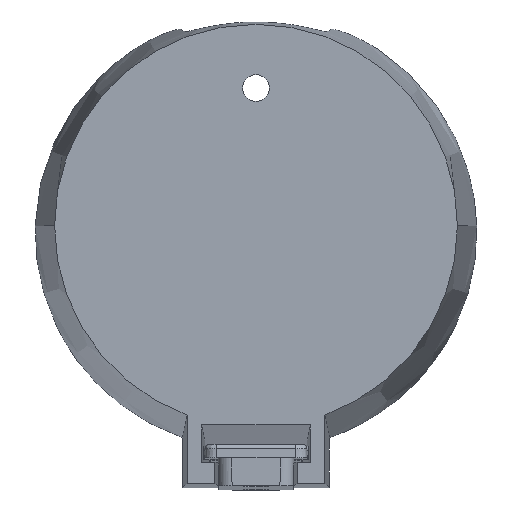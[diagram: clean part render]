
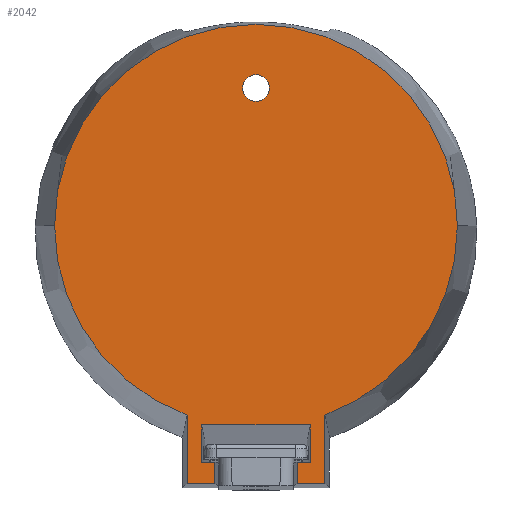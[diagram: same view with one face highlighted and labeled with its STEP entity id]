
A CAD part, front view. The second image highlights one B-rep face of the part: STEP entity #2042.
In plain terms, the highlighted planar face has unit normal (0, -1, 0).
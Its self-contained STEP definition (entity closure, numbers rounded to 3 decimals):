
#78 = ORIENTED_EDGE ( 'NONE', *, *, #922, .T. ) ;
#115 = CARTESIAN_POINT ( 'NONE',  ( 0., 0., 0. ) ) ;
#320 = LINE ( 'NONE', #8378, #9750 ) ;
#355 = EDGE_CURVE ( 'NONE', #6739, #4270, #10861, .T. ) ;
#474 = CIRCLE ( 'NONE', #7232, 3.006 ) ;
#492 = DIRECTION ( 'NONE',  ( -1., 0., 0. ) ) ;
#540 = DIRECTION ( 'NONE',  ( -1., 0., 0. ) ) ;
#588 = VERTEX_POINT ( 'NONE', #6084 ) ;
#772 = DIRECTION ( 'NONE',  ( 0., 1., 0. ) ) ;
#922 = EDGE_CURVE ( 'NONE', #3658, #6739, #5240, .T. ) ;
#997 = CIRCLE ( 'NONE', #9902, 45.348 ) ;
#1030 = LINE ( 'NONE', #7187, #3886 ) ;
#1050 = ORIENTED_EDGE ( 'NONE', *, *, #2391, .T. ) ;
#1223 = CARTESIAN_POINT ( 'NONE',  ( 0., 0., 31. ) ) ;
#1238 = VECTOR ( 'NONE', #540, 1000. ) ;
#1278 = LINE ( 'NONE', #3692, #6642 ) ;
#1725 = EDGE_CURVE ( 'NONE', #5064, #5248, #10461, .T. ) ;
#1828 = EDGE_CURVE ( 'NONE', #5386, #5064, #8619, .T. ) ;
#1985 = EDGE_CURVE ( 'NONE', #2806, #4454, #1030, .T. ) ;
#2042 = ADVANCED_FACE ( 'NONE', ( #10316, #7289 ), #6425, .T. ) ;
#2170 = DIRECTION ( 'NONE',  ( 0., 0., -1. ) ) ;
#2206 = CARTESIAN_POINT ( 'NONE',  ( 0., 0., 0. ) ) ;
#2300 = CARTESIAN_POINT ( 'NONE',  ( 12.25, 0., -44.848 ) ) ;
#2313 = CARTESIAN_POINT ( 'NONE',  ( -12.25, 0., -44.848 ) ) ;
#2391 = EDGE_CURVE ( 'NONE', #3255, #2806, #9388, .T. ) ;
#2500 = CARTESIAN_POINT ( 'NONE',  ( 45.348, 0., 0. ) ) ;
#2642 = EDGE_CURVE ( 'NONE', #10571, #9076, #9120, .T. ) ;
#2724 = CARTESIAN_POINT ( 'NONE',  ( -15.5, 0., -42.617 ) ) ;
#2768 = CARTESIAN_POINT ( 'NONE',  ( -15.5, 0., -58. ) ) ;
#2806 = VERTEX_POINT ( 'NONE', #2300 ) ;
#2830 = CARTESIAN_POINT ( 'NONE',  ( 9.25, 0., 0. ) ) ;
#2845 = EDGE_CURVE ( 'NONE', #4270, #3255, #1278, .T. ) ;
#2884 = ORIENTED_EDGE ( 'NONE', *, *, #8419, .F. ) ;
#2917 = ORIENTED_EDGE ( 'NONE', *, *, #1828, .F. ) ;
#2995 = CARTESIAN_POINT ( 'NONE',  ( 0., 0., -53.2 ) ) ;
#3050 = EDGE_CURVE ( 'NONE', #9076, #10571, #474, .T. ) ;
#3067 = EDGE_CURVE ( 'NONE', #5248, #7680, #5206, .T. ) ;
#3255 = VERTEX_POINT ( 'NONE', #2313 ) ;
#3310 = DIRECTION ( 'NONE',  ( -1., 0., 0. ) ) ;
#3375 = AXIS2_PLACEMENT_3D ( 'NONE', #2206, #8053, #5589 ) ;
#3433 = DIRECTION ( 'NONE',  ( -1., 0., 0. ) ) ;
#3507 = DIRECTION ( 'NONE',  ( -1., 0., 0. ) ) ;
#3658 = VERTEX_POINT ( 'NONE', #7089 ) ;
#3667 = DIRECTION ( 'NONE',  ( 0., 0., -1. ) ) ;
#3692 = CARTESIAN_POINT ( 'NONE',  ( -12.25, 0., 0. ) ) ;
#3693 = DIRECTION ( 'NONE',  ( 1., 0., 0. ) ) ;
#3794 = ORIENTED_EDGE ( 'NONE', *, *, #2642, .T. ) ;
#3872 = VECTOR ( 'NONE', #9566, 1000. ) ;
#3886 = VECTOR ( 'NONE', #2170, 1000. ) ;
#4270 = VERTEX_POINT ( 'NONE', #9572 ) ;
#4356 = EDGE_CURVE ( 'NONE', #3658, #7169, #5976, .T. ) ;
#4405 = EDGE_CURVE ( 'NONE', #7169, #5730, #8975, .T. ) ;
#4454 = VERTEX_POINT ( 'NONE', #8838 ) ;
#4494 = EDGE_CURVE ( 'NONE', #5730, #5386, #997, .T. ) ;
#4563 = ORIENTED_EDGE ( 'NONE', *, *, #3067, .F. ) ;
#4649 = CARTESIAN_POINT ( 'NONE',  ( -9.25, 0., 0. ) ) ;
#4659 = CARTESIAN_POINT ( 'NONE',  ( 15.5, 0., 0. ) ) ;
#4687 = DIRECTION ( 'NONE',  ( 0., 0., 1. ) ) ;
#4776 = DIRECTION ( 'NONE',  ( -1., 0., 0. ) ) ;
#4860 = CARTESIAN_POINT ( 'NONE',  ( -45.348, 0., 0. ) ) ;
#4869 = DIRECTION ( 'NONE',  ( 0., 0., -1. ) ) ;
#5064 = VERTEX_POINT ( 'NONE', #2500 ) ;
#5146 = ORIENTED_EDGE ( 'NONE', *, *, #4356, .F. ) ;
#5174 = DIRECTION ( 'NONE',  ( 0., 1., 0. ) ) ;
#5206 = LINE ( 'NONE', #4659, #3872 ) ;
#5240 = LINE ( 'NONE', #4649, #8363 ) ;
#5248 = VERTEX_POINT ( 'NONE', #6043 ) ;
#5370 = DIRECTION ( 'NONE',  ( 0., 1., 0. ) ) ;
#5386 = VERTEX_POINT ( 'NONE', #4860 ) ;
#5412 = CARTESIAN_POINT ( 'NONE',  ( 0., 0., 0. ) ) ;
#5419 = VECTOR ( 'NONE', #3667, 1000. ) ;
#5429 = LINE ( 'NONE', #2995, #1238 ) ;
#5543 = ORIENTED_EDGE ( 'NONE', *, *, #355, .T. ) ;
#5589 = DIRECTION ( 'NONE',  ( 0., 0., -1. ) ) ;
#5622 = AXIS2_PLACEMENT_3D ( 'NONE', #115, #5174, #3507 ) ;
#5730 = VERTEX_POINT ( 'NONE', #2724 ) ;
#5813 = CARTESIAN_POINT ( 'NONE',  ( -9.25, 0., -53.2 ) ) ;
#5832 = EDGE_LOOP ( 'NONE', ( #3794, #7611 ) ) ;
#5976 = LINE ( 'NONE', #10576, #6093 ) ;
#6014 = CARTESIAN_POINT ( 'NONE',  ( 15.5, 0., -58. ) ) ;
#6043 = CARTESIAN_POINT ( 'NONE',  ( 15.5, 0., -42.617 ) ) ;
#6084 = CARTESIAN_POINT ( 'NONE',  ( 9.25, 0., -53.2 ) ) ;
#6093 = VECTOR ( 'NONE', #6320, 1000. ) ;
#6238 = CARTESIAN_POINT ( 'NONE',  ( 0., 0., 27.994 ) ) ;
#6320 = DIRECTION ( 'NONE',  ( -1., 0., 0. ) ) ;
#6425 = PLANE ( 'NONE',  #3375 ) ;
#6532 = DIRECTION ( 'NONE',  ( 0., 1., 0. ) ) ;
#6569 = CARTESIAN_POINT ( 'NONE',  ( 0., 0., 0. ) ) ;
#6586 = LINE ( 'NONE', #2830, #5419 ) ;
#6642 = VECTOR ( 'NONE', #4687, 1000. ) ;
#6739 = VERTEX_POINT ( 'NONE', #5813 ) ;
#6793 = ORIENTED_EDGE ( 'NONE', *, *, #7845, .T. ) ;
#6983 = CARTESIAN_POINT ( 'NONE',  ( 0., 0., -44.848 ) ) ;
#7089 = CARTESIAN_POINT ( 'NONE',  ( -9.25, 0., -58. ) ) ;
#7116 = DIRECTION ( 'NONE',  ( 0., 1., 0. ) ) ;
#7161 = ORIENTED_EDGE ( 'NONE', *, *, #4494, .F. ) ;
#7169 = VERTEX_POINT ( 'NONE', #2768 ) ;
#7187 = CARTESIAN_POINT ( 'NONE',  ( 12.25, 0., 0. ) ) ;
#7208 = VERTEX_POINT ( 'NONE', #7729 ) ;
#7232 = AXIS2_PLACEMENT_3D ( 'NONE', #1223, #5370, #8761 ) ;
#7289 = FACE_OUTER_BOUND ( 'NONE', #8415, .T. ) ;
#7499 = AXIS2_PLACEMENT_3D ( 'NONE', #5412, #7116, #492 ) ;
#7611 = ORIENTED_EDGE ( 'NONE', *, *, #3050, .T. ) ;
#7680 = VERTEX_POINT ( 'NONE', #6014 ) ;
#7729 = CARTESIAN_POINT ( 'NONE',  ( 9.25, 0., -58. ) ) ;
#7845 = EDGE_CURVE ( 'NONE', #4454, #588, #5429, .T. ) ;
#7935 = DIRECTION ( 'NONE',  ( 0., 0., 1. ) ) ;
#8050 = DIRECTION ( 'NONE',  ( 0., 0., 1. ) ) ;
#8053 = DIRECTION ( 'NONE',  ( 0., -1., 0. ) ) ;
#8088 = VECTOR ( 'NONE', #3310, 1000. ) ;
#8113 = ORIENTED_EDGE ( 'NONE', *, *, #1725, .F. ) ;
#8327 = ORIENTED_EDGE ( 'NONE', *, *, #2845, .T. ) ;
#8363 = VECTOR ( 'NONE', #7935, 1000. ) ;
#8378 = CARTESIAN_POINT ( 'NONE',  ( 0., 0., -58. ) ) ;
#8415 = EDGE_LOOP ( 'NONE', ( #2884, #4563, #8113, #2917, #7161, #10603, #5146, #78, #5543, #8327, #1050, #10040, #6793, #10000 ) ) ;
#8419 = EDGE_CURVE ( 'NONE', #7680, #7208, #320, .T. ) ;
#8619 = CIRCLE ( 'NONE', #7499, 45.348 ) ;
#8734 = CARTESIAN_POINT ( 'NONE',  ( -15.5, 0., 0. ) ) ;
#8761 = DIRECTION ( 'NONE',  ( 0., 0., -1. ) ) ;
#8838 = CARTESIAN_POINT ( 'NONE',  ( 12.25, 0., -53.2 ) ) ;
#8975 = LINE ( 'NONE', #8734, #9374 ) ;
#9072 = CARTESIAN_POINT ( 'NONE',  ( 0., 0., 31. ) ) ;
#9076 = VERTEX_POINT ( 'NONE', #10604 ) ;
#9120 = CIRCLE ( 'NONE', #10538, 3.006 ) ;
#9374 = VECTOR ( 'NONE', #8050, 1000. ) ;
#9388 = LINE ( 'NONE', #6983, #9920 ) ;
#9566 = DIRECTION ( 'NONE',  ( 0., 0., -1. ) ) ;
#9572 = CARTESIAN_POINT ( 'NONE',  ( -12.25, 0., -53.2 ) ) ;
#9750 = VECTOR ( 'NONE', #3433, 1000. ) ;
#9902 = AXIS2_PLACEMENT_3D ( 'NONE', #6569, #6532, #4776 ) ;
#9920 = VECTOR ( 'NONE', #3693, 1000. ) ;
#10000 = ORIENTED_EDGE ( 'NONE', *, *, #10782, .T. ) ;
#10040 = ORIENTED_EDGE ( 'NONE', *, *, #1985, .T. ) ;
#10316 = FACE_BOUND ( 'NONE', #5832, .T. ) ;
#10461 = CIRCLE ( 'NONE', #5622, 45.348 ) ;
#10538 = AXIS2_PLACEMENT_3D ( 'NONE', #9072, #772, #4869 ) ;
#10571 = VERTEX_POINT ( 'NONE', #6238 ) ;
#10576 = CARTESIAN_POINT ( 'NONE',  ( 0., 0., -58. ) ) ;
#10603 = ORIENTED_EDGE ( 'NONE', *, *, #4405, .F. ) ;
#10604 = CARTESIAN_POINT ( 'NONE',  ( 0., 0., 34.006 ) ) ;
#10776 = CARTESIAN_POINT ( 'NONE',  ( 0., 0., -53.2 ) ) ;
#10782 = EDGE_CURVE ( 'NONE', #588, #7208, #6586, .T. ) ;
#10861 = LINE ( 'NONE', #10776, #8088 ) ;
